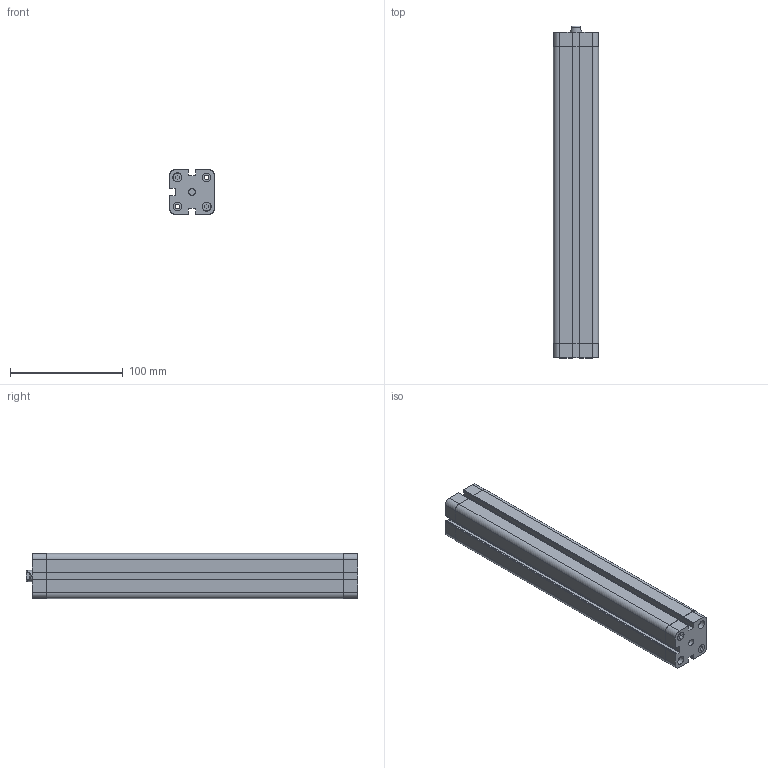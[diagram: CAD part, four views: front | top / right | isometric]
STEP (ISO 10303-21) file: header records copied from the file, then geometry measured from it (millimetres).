
FILE_DESCRIPTION((''),'2;1');
FILE_NAME('ADM025.250.GS.F.stp','2011-07-27T14:13:37',('Administrator'),(''),'Autodesk Inventor 2012','Autodesk Inventor 2012','');
FILE_SCHEMA(('AUTOMOTIVE_DESIGN { 1 0 10303 214 1 1 1 1 }'));
Length unit declared in the file: millimetre
Products named in the file (1): ADM025.250.GS.F
Bounding box: 40.1 x 295 x 40.1 mm (x, y, z)
Volume: 418959.9 mm3; surface area: 66991.3 mm2
Topology: 1 solids, 1 shells, 195 faces, 513 edges, 342 vertices
Faces by surface type: plane 112, cylinder 81, torus 1, cone 1
Full cylindrical faces by diameter (mm): 4.134 x5, 5.25 x1, 6 x1, 7.5 x8, 8 x4, 10 x1, 11.6 x1
Entity records: 6168 total; most frequent: CARTESIAN_POINT 1054, DIRECTION 1042, ORIENTED_EDGE 972, EDGE_CURVE 486, AXIS2_PLACEMENT_3D 362, VERTEX_POINT 338, VECTOR 318, LINE 318
